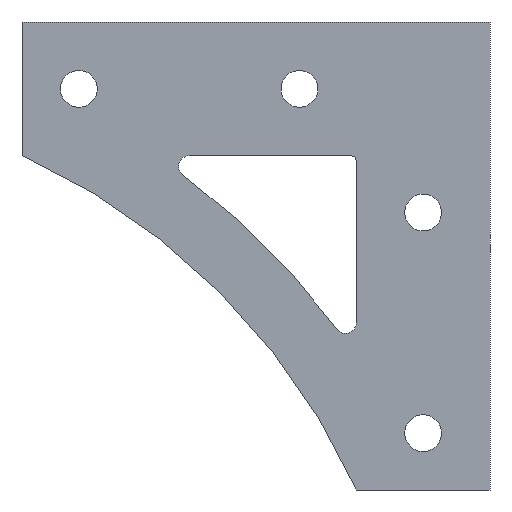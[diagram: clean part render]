
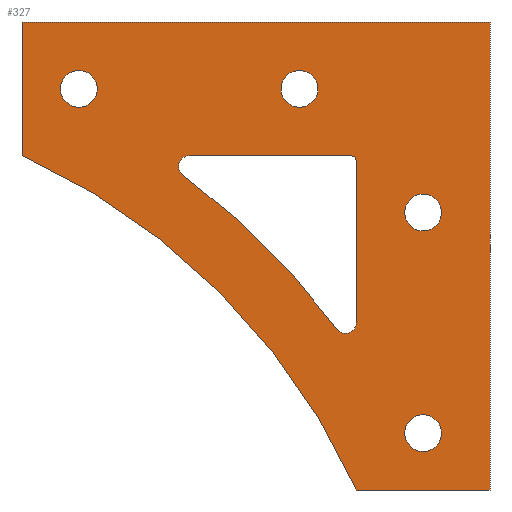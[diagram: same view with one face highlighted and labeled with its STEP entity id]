
A CAD part, front view. The second image highlights one B-rep face of the part: STEP entity #327.
In plain terms, the highlighted planar face has unit normal (0, -1, 0).
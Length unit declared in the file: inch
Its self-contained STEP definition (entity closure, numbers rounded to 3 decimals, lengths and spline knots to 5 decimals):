
#24=FACE_BOUND('',#80,.T.);
#25=FACE_BOUND('',#81,.T.);
#26=FACE_BOUND('',#82,.T.);
#27=FACE_BOUND('',#83,.T.);
#28=FACE_BOUND('',#84,.T.);
#36=PLANE('',#364);
#53=FACE_OUTER_BOUND('',#79,.T.);
#79=EDGE_LOOP('',(#287,#288,#289,#290,#291));
#80=EDGE_LOOP('',(#292,#293,#294,#295,#296,#297));
#81=EDGE_LOOP('',(#298));
#82=EDGE_LOOP('',(#299));
#83=EDGE_LOOP('',(#300));
#84=EDGE_LOOP('',(#301));
#88=LINE('',#478,#111);
#92=LINE('',#490,#115);
#95=LINE('',#520,#118);
#100=LINE('',#534,#123);
#103=LINE('',#540,#126);
#106=LINE('',#545,#129);
#111=VECTOR('',#384,0.95323);
#115=VECTOR('',#396,0.95323);
#118=VECTOR('',#431,0.7874);
#123=VECTOR('',#444,0.7874);
#126=VECTOR('',#449,2.75591);
#129=VECTOR('',#454,2.75591);
#131=CIRCLE('',#331,4.37008);
#133=CIRCLE('',#334,0.0625);
#135=CIRCLE('',#338,0.03125);
#137=CIRCLE('',#342,0.0625);
#140=CIRCLE('',#346,0.10827);
#142=CIRCLE('',#349,0.10827);
#144=CIRCLE('',#352,0.10827);
#146=CIRCLE('',#355,0.10827);
#147=CIRCLE('',#358,3.93701);
#149=VERTEX_POINT('',#462);
#150=VERTEX_POINT('',#463);
#153=VERTEX_POINT('',#471);
#155=VERTEX_POINT('',#477);
#157=VERTEX_POINT('',#483);
#159=VERTEX_POINT('',#489);
#162=VERTEX_POINT('',#500);
#164=VERTEX_POINT('',#505);
#166=VERTEX_POINT('',#510);
#168=VERTEX_POINT('',#515);
#169=VERTEX_POINT('',#518);
#170=VERTEX_POINT('',#519);
#173=VERTEX_POINT('',#527);
#175=VERTEX_POINT('',#533);
#177=VERTEX_POINT('',#539);
#179=EDGE_CURVE('',#149,#150,#131,.T.);
#183=EDGE_CURVE('',#153,#149,#133,.T.);
#186=EDGE_CURVE('',#155,#153,#88,.T.);
#189=EDGE_CURVE('',#157,#155,#135,.T.);
#192=EDGE_CURVE('',#159,#157,#92,.T.);
#195=EDGE_CURVE('',#150,#159,#137,.T.);
#198=EDGE_CURVE('',#162,#162,#140,.T.);
#200=EDGE_CURVE('',#164,#164,#142,.T.);
#202=EDGE_CURVE('',#166,#166,#144,.T.);
#204=EDGE_CURVE('',#168,#168,#146,.T.);
#205=EDGE_CURVE('',#169,#170,#95,.T.);
#209=EDGE_CURVE('',#173,#169,#147,.T.);
#212=EDGE_CURVE('',#175,#173,#100,.T.);
#215=EDGE_CURVE('',#177,#175,#103,.T.);
#218=EDGE_CURVE('',#170,#177,#106,.T.);
#287=ORIENTED_EDGE('',*,*,#218,.F.);
#288=ORIENTED_EDGE('',*,*,#205,.F.);
#289=ORIENTED_EDGE('',*,*,#209,.F.);
#290=ORIENTED_EDGE('',*,*,#212,.F.);
#291=ORIENTED_EDGE('',*,*,#215,.F.);
#292=ORIENTED_EDGE('',*,*,#179,.T.);
#293=ORIENTED_EDGE('',*,*,#195,.T.);
#294=ORIENTED_EDGE('',*,*,#192,.T.);
#295=ORIENTED_EDGE('',*,*,#189,.T.);
#296=ORIENTED_EDGE('',*,*,#186,.T.);
#297=ORIENTED_EDGE('',*,*,#183,.T.);
#298=ORIENTED_EDGE('',*,*,#198,.T.);
#299=ORIENTED_EDGE('',*,*,#200,.T.);
#300=ORIENTED_EDGE('',*,*,#202,.T.);
#301=ORIENTED_EDGE('',*,*,#204,.T.);
#327=ADVANCED_FACE('',(#53,#24,#25,#26,#27,#28),#36,.F.);
#331=AXIS2_PLACEMENT_3D('',#464,#369,#370);
#334=AXIS2_PLACEMENT_3D('',#472,#377,#378);
#338=AXIS2_PLACEMENT_3D('',#484,#389,#390);
#342=AXIS2_PLACEMENT_3D('',#495,#401,#402);
#346=AXIS2_PLACEMENT_3D('',#501,#409,#410);
#349=AXIS2_PLACEMENT_3D('',#506,#415,#416);
#352=AXIS2_PLACEMENT_3D('',#511,#421,#422);
#355=AXIS2_PLACEMENT_3D('',#516,#427,#428);
#358=AXIS2_PLACEMENT_3D('',#528,#437,#438);
#364=AXIS2_PLACEMENT_3D('',#548,#458,#459);
#369=DIRECTION('center_axis',(0.,-1.,0.));
#370=DIRECTION('ref_axis',(0.595,0.,0.803));
#377=DIRECTION('center_axis',(0.,1.,0.));
#378=DIRECTION('ref_axis',(-1.,0.,0.));
#384=DIRECTION('',(0.,0.,-1.));
#389=DIRECTION('center_axis',(0.,1.,0.));
#390=DIRECTION('ref_axis',(0.,0.,-1.));
#396=DIRECTION('',(1.,0.,0.));
#401=DIRECTION('center_axis',(0.,1.,0.));
#402=DIRECTION('ref_axis',(0.595,0.,0.803));
#409=DIRECTION('center_axis',(0.,1.,0.));
#410=DIRECTION('ref_axis',(1.,0.,0.));
#415=DIRECTION('center_axis',(0.,1.,0.));
#416=DIRECTION('ref_axis',(1.,0.,0.));
#421=DIRECTION('center_axis',(0.,1.,0.));
#422=DIRECTION('ref_axis',(1.,0.,0.));
#427=DIRECTION('center_axis',(0.,1.,0.));
#428=DIRECTION('ref_axis',(1.,0.,0.));
#431=DIRECTION('',(0.,0.,1.));
#437=DIRECTION('center_axis',(0.,-1.,0.));
#438=DIRECTION('ref_axis',(-0.411,0.,-0.911));
#444=DIRECTION('',(-1.,0.,0.));
#449=DIRECTION('',(0.,0.,-1.));
#454=DIRECTION('',(1.,0.,0.));
#458=DIRECTION('center_axis',(0.,1.,0.));
#459=DIRECTION('ref_axis',(0.,0.,1.));
#462=CARTESIAN_POINT('',(0.47784,0.,-0.43114));
#463=CARTESIAN_POINT('',(-0.43114,0.,0.47784));
#464=CARTESIAN_POINT('Origin',(-3.03316,0.,-3.03316));
#471=CARTESIAN_POINT('',(0.59055,0.,-0.39392));
#472=CARTESIAN_POINT('Origin',(0.52805,0.,-0.39392));
#477=CARTESIAN_POINT('',(0.59055,0.,0.5593));
#478=CARTESIAN_POINT('',(0.59055,0.,0.43705));
#483=CARTESIAN_POINT('',(0.5593,0.,0.59055));
#484=CARTESIAN_POINT('Origin',(0.5593,0.,0.5593));
#489=CARTESIAN_POINT('',(-0.39392,0.,0.59055));
#490=CARTESIAN_POINT('',(-0.03957,0.,0.59055));
#495=CARTESIAN_POINT('Origin',(-0.39392,0.,0.52805));
#500=CARTESIAN_POINT('',(0.87598,0.,-1.04331));
#501=CARTESIAN_POINT('Origin',(0.98425,0.,-1.04331));
#505=CARTESIAN_POINT('',(0.14764,0.,0.98425));
#506=CARTESIAN_POINT('Origin',(0.25591,0.,0.98425));
#510=CARTESIAN_POINT('',(-1.15157,0.,0.98425));
#511=CARTESIAN_POINT('Origin',(-1.04331,0.,0.98425));
#515=CARTESIAN_POINT('',(0.87598,0.,0.25591));
#516=CARTESIAN_POINT('Origin',(0.98425,0.,0.25591));
#518=CARTESIAN_POINT('',(-1.37795,0.,0.59055));
#519=CARTESIAN_POINT('',(-1.37795,0.,1.37795));
#520=CARTESIAN_POINT('',(-1.37795,0.,0.59055));
#527=CARTESIAN_POINT('',(0.59055,0.,-1.37795));
#528=CARTESIAN_POINT('Origin',(-2.99779,0.,-2.99779));
#533=CARTESIAN_POINT('',(1.37795,0.,-1.37795));
#534=CARTESIAN_POINT('',(1.37795,0.,-1.37795));
#539=CARTESIAN_POINT('',(1.37795,0.,1.37795));
#540=CARTESIAN_POINT('',(1.37795,0.,1.37795));
#545=CARTESIAN_POINT('',(-1.37795,0.,1.37795));
#548=CARTESIAN_POINT('Origin',(0.31479,0.,0.31479));
